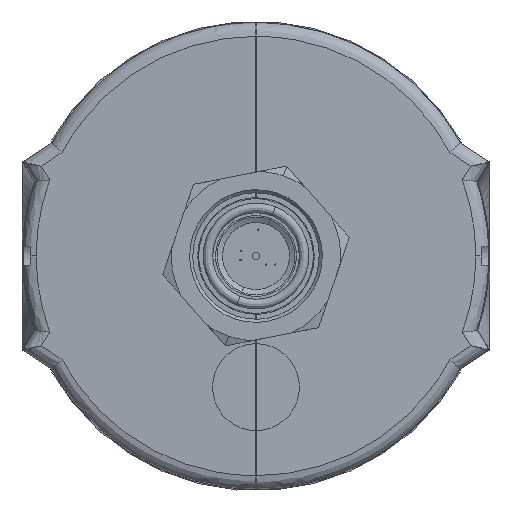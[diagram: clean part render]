
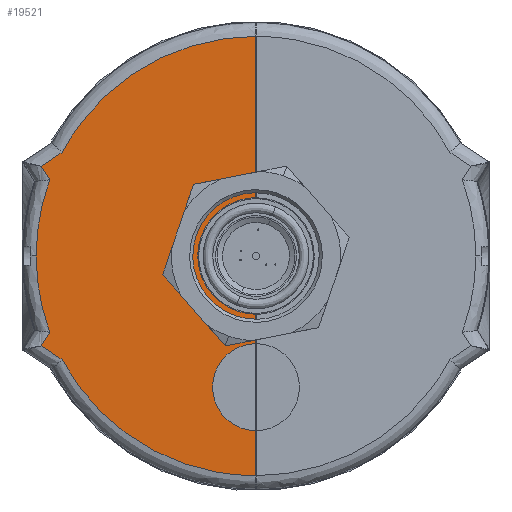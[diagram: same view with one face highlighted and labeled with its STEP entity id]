
A CAD part, front view. The second image highlights one B-rep face of the part: STEP entity #19521.
In plain terms, the highlighted planar face has unit normal (-0.018, -1, 0).
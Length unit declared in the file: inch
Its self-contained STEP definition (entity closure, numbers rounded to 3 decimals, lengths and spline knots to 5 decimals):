
#1901 = VERTEX_POINT ( 'NONE', #8067 ) ;
#1918 = VERTEX_POINT ( 'NONE', #8097 ) ;
#1958 = VERTEX_POINT ( 'NONE', #8170 ) ;
#1962 = VERTEX_POINT ( 'NONE', #8176 ) ;
#1968 = VERTEX_POINT ( 'NONE', #8186 ) ;
#1982 = VERTEX_POINT ( 'NONE', #8212 ) ;
#2078 = VERTEX_POINT ( 'NONE', #8248 ) ;
#2103 = VERTEX_POINT ( 'NONE', #8253 ) ;
#2124 = VERTEX_POINT ( 'NONE', #8266 ) ;
#2125 = VERTEX_POINT ( 'NONE', #8268 ) ;
#2182 = VERTEX_POINT ( 'NONE', #8300 ) ;
#4330 = LINE ( 'NONE', #6956, #4334 ) ;
#4334 = VECTOR ( 'NONE', #6961, 39.37008 ) ;
#4344 = LINE ( 'NONE', #7102, #4345 ) ;
#4345 = VECTOR ( 'NONE', #7103, 39.37008 ) ;
#4922 =( BOUNDED_CURVE ( )  B_SPLINE_CURVE ( 3, ( #5899, #5900, #5906, #5907 ),
 .UNSPECIFIED., .F., .F. ) 
 B_SPLINE_CURVE_WITH_KNOTS ( ( 4, 4 ),
 ( 0.49109, 1.57191 ),
 .UNSPECIFIED. ) 
 CURVE ( )  GEOMETRIC_REPRESENTATION_ITEM ( )  RATIONAL_B_SPLINE_CURVE ( ( 1., 0.905, 0.905, 1. ) ) 
 REPRESENTATION_ITEM ( '' )  );
#4945 =( BOUNDED_CURVE ( )  B_SPLINE_CURVE ( 3, ( #6982, #6981, #6987, #6988 ),
 .UNSPECIFIED., .F., .F. ) 
 B_SPLINE_CURVE_WITH_KNOTS ( ( 4, 4 ),
 ( 0., 0.35442 ),
 .UNSPECIFIED. ) 
 CURVE ( )  GEOMETRIC_REPRESENTATION_ITEM ( )  RATIONAL_B_SPLINE_CURVE ( ( 1., 0.99, 0.99, 1. ) ) 
 REPRESENTATION_ITEM ( '' )  );
#4951 =( BOUNDED_CURVE ( )  B_SPLINE_CURVE ( 3, ( #7424, #7434, #7439, #7440 ),
 .UNSPECIFIED., .F., .F. ) 
 B_SPLINE_CURVE_WITH_KNOTS ( ( 4, 4 ),
 ( 5.92876, 6.28319 ),
 .UNSPECIFIED. ) 
 CURVE ( )  GEOMETRIC_REPRESENTATION_ITEM ( )  RATIONAL_B_SPLINE_CURVE ( ( 1., 0.99, 0.99, 1. ) ) 
 REPRESENTATION_ITEM ( '' )  );
#4976 = B_SPLINE_CURVE_WITH_KNOTS ( 'NONE', 3,
 ( #6962, #6960, #6964, #6965 ),
 .UNSPECIFIED., .F., .F.,
 ( 4, 4 ),
 ( 0., 0.00409 ),
 .UNSPECIFIED. ) ;
#4990 =( BOUNDED_CURVE ( )  B_SPLINE_CURVE ( 3, ( #5877, #5878, #5883, #5884 ),
 .UNSPECIFIED., .F., .F. ) 
 B_SPLINE_CURVE_WITH_KNOTS ( ( 4, 4 ),
 ( 4.71239, 7.85398 ),
 .UNSPECIFIED. ) 
 CURVE ( )  GEOMETRIC_REPRESENTATION_ITEM ( )  RATIONAL_B_SPLINE_CURVE ( ( 1., 0.333, 0.333, 1. ) ) 
 REPRESENTATION_ITEM ( '' )  );
#5016 =( BOUNDED_CURVE ( )  B_SPLINE_CURVE ( 3, ( #6150, #6149, #6158, #6159 ),
 .UNSPECIFIED., .F., .T. ) 
 B_SPLINE_CURVE_WITH_KNOTS ( ( 4, 4 ),
 ( 4.71128, 5.7921 ),
 .UNSPECIFIED. ) 
 CURVE ( )  GEOMETRIC_REPRESENTATION_ITEM ( )  RATIONAL_B_SPLINE_CURVE ( ( 1., 0.905, 0.905, 1. ) ) 
 REPRESENTATION_ITEM ( '' )  );
#5027 = B_SPLINE_CURVE_WITH_KNOTS ( 'NONE', 3,
 ( #6167, #6166, #6186, #6187 ),
 .UNSPECIFIED., .F., .F.,
 ( 4, 4 ),
 ( 0., 0.00409 ),
 .UNSPECIFIED. ) ;
#5142 = B_SPLINE_CURVE_WITH_KNOTS ( 'NONE', 3,
 ( #7140, #7139, #7145, #7146 ),
 .UNSPECIFIED., .F., .F.,
 ( 4, 4 ),
 ( 0., 0.00262 ),
 .UNSPECIFIED. ) ;
#5148 = B_SPLINE_CURVE_WITH_KNOTS ( 'NONE', 3,
 ( #7132, #7131, #7137, #7138 ),
 .UNSPECIFIED., .F., .F.,
 ( 4, 4 ),
 ( 0., 0.00262 ),
 .UNSPECIFIED. ) ;
#5877 = CARTESIAN_POINT ( 'NONE',  ( 0., 1.19372, -0.375 ) ) ;
#5878 = CARTESIAN_POINT ( 'NONE',  ( -0.75, 1.20681, -0.375 ) ) ;
#5883 = CARTESIAN_POINT ( 'NONE',  ( -0.75, 1.20681, 0.375 ) ) ;
#5884 = CARTESIAN_POINT ( 'NONE',  ( 0., 1.19372, 0.375 ) ) ;
#5899 = CARTESIAN_POINT ( 'NONE',  ( -1.24935, 1.21552, -0.66729 ) ) ;
#5900 = CARTESIAN_POINT ( 'NONE',  ( -0.99645, 1.21111, -1.1402 ) ) ;
#5906 = CARTESIAN_POINT ( 'NONE',  ( -0.53628, 1.20308, -1.41559 ) ) ;
#5907 = CARTESIAN_POINT ( 'NONE',  ( 0., 1.19372, -1.415 ) ) ;
#6149 = CARTESIAN_POINT ( 'NONE',  ( -0.53628, 1.20308, 1.41559 ) ) ;
#6150 = CARTESIAN_POINT ( 'NONE',  ( 0., 1.19372, 1.415 ) ) ;
#6158 = CARTESIAN_POINT ( 'NONE',  ( -0.99645, 1.21111, 1.1402 ) ) ;
#6159 = CARTESIAN_POINT ( 'NONE',  ( -1.24935, 1.21552, 0.66729 ) ) ;
#6166 = CARTESIAN_POINT ( 'NONE',  ( -1.29409, 1.2163, 0.63768 ) ) ;
#6167 = CARTESIAN_POINT ( 'NONE',  ( -1.24935, 1.21552, 0.66729 ) ) ;
#6186 = CARTESIAN_POINT ( 'NONE',  ( -1.33883, 1.21709, 0.60808 ) ) ;
#6187 = CARTESIAN_POINT ( 'NONE',  ( -1.38358, 1.21787, 0.57847 ) ) ;
#6956 = CARTESIAN_POINT ( 'NONE',  ( 0., 1.19372, 1.505 ) ) ;
#6960 = CARTESIAN_POINT ( 'NONE',  ( -1.33883, 1.21709, -0.60808 ) ) ;
#6961 = DIRECTION ( 'NONE',  ( 0., 0., -1. ) ) ;
#6962 = CARTESIAN_POINT ( 'NONE',  ( -1.38358, 1.21787, -0.57847 ) ) ;
#6964 = CARTESIAN_POINT ( 'NONE',  ( -1.29409, 1.2163, -0.63768 ) ) ;
#6965 = CARTESIAN_POINT ( 'NONE',  ( -1.24935, 1.21552, -0.66729 ) ) ;
#6981 = CARTESIAN_POINT ( 'NONE',  ( -1.41657, 1.21844, -0.16805 ) ) ;
#6982 = CARTESIAN_POINT ( 'NONE',  ( -1.41657, 1.21844, 0. ) ) ;
#6987 = CARTESIAN_POINT ( 'NONE',  ( -1.38695, 1.21793, -0.33347 ) ) ;
#6988 = CARTESIAN_POINT ( 'NONE',  ( -1.32862, 1.21691, -0.49107 ) ) ;
#7102 = CARTESIAN_POINT ( 'NONE',  ( 0., 1.19372, 1.505 ) ) ;
#7103 = DIRECTION ( 'NONE',  ( 0., 0., -1. ) ) ;
#7131 = CARTESIAN_POINT ( 'NONE',  ( -1.36526, 1.21755, 0.54934 ) ) ;
#7132 = CARTESIAN_POINT ( 'NONE',  ( -1.38358, 1.21787, 0.57847 ) ) ;
#7137 = CARTESIAN_POINT ( 'NONE',  ( -1.34694, 1.21723, 0.52021 ) ) ;
#7138 = CARTESIAN_POINT ( 'NONE',  ( -1.32862, 1.21691, 0.49107 ) ) ;
#7139 = CARTESIAN_POINT ( 'NONE',  ( -1.34694, 1.21723, -0.52021 ) ) ;
#7140 = CARTESIAN_POINT ( 'NONE',  ( -1.32862, 1.21691, -0.49107 ) ) ;
#7145 = CARTESIAN_POINT ( 'NONE',  ( -1.36526, 1.21755, -0.54934 ) ) ;
#7146 = CARTESIAN_POINT ( 'NONE',  ( -1.38358, 1.21787, -0.57847 ) ) ;
#7424 = CARTESIAN_POINT ( 'NONE',  ( -1.32862, 1.21691, 0.49107 ) ) ;
#7434 = CARTESIAN_POINT ( 'NONE',  ( -1.38695, 1.21793, 0.33347 ) ) ;
#7439 = CARTESIAN_POINT ( 'NONE',  ( -1.41657, 1.21844, 0.16805 ) ) ;
#7440 = CARTESIAN_POINT ( 'NONE',  ( -1.41657, 1.21844, 0. ) ) ;
#8067 = CARTESIAN_POINT ( 'NONE',  ( -1.38358, 1.21787, -0.57847 ) ) ;
#8097 = CARTESIAN_POINT ( 'NONE',  ( -1.32862, 1.21691, -0.49107 ) ) ;
#8170 = CARTESIAN_POINT ( 'NONE',  ( -1.24935, 1.21552, 0.66729 ) ) ;
#8176 = CARTESIAN_POINT ( 'NONE',  ( -1.38358, 1.21787, 0.57847 ) ) ;
#8186 = CARTESIAN_POINT ( 'NONE',  ( 0., 1.19372, 1.415 ) ) ;
#8212 = CARTESIAN_POINT ( 'NONE',  ( 0., 1.19372, 0.375 ) ) ;
#8248 = CARTESIAN_POINT ( 'NONE',  ( 0., 1.19372, -0.375 ) ) ;
#8253 = CARTESIAN_POINT ( 'NONE',  ( -1.41657, 1.21844, 0. ) ) ;
#8266 = CARTESIAN_POINT ( 'NONE',  ( -1.24935, 1.21552, -0.66729 ) ) ;
#8268 = CARTESIAN_POINT ( 'NONE',  ( 0., 1.19372, -1.415 ) ) ;
#8300 = CARTESIAN_POINT ( 'NONE',  ( -1.32862, 1.21691, 0.49107 ) ) ;
#8505 = EDGE_LOOP ( 'NONE', ( #18637, #18638, #18639, #18640, #18641, #18642, #18643, #18664, #18663, #18662, #18661 ) ) ;
#15438 = CARTESIAN_POINT ( 'NONE',  ( 0., 1.19372, 1.505 ) ) ;
#15440 = PLANE ( 'NONE',  #20178 ) ;
#15443 = DIRECTION ( 'NONE',  ( -0.017, -1., 0. ) ) ;
#15444 = DIRECTION ( 'NONE',  ( -1., 0.017, 0. ) ) ;
#18637 = ORIENTED_EDGE ( 'NONE', *, *, #21087, .T. ) ;
#18638 = ORIENTED_EDGE ( 'NONE', *, *, #21303, .T. ) ;
#18639 = ORIENTED_EDGE ( 'NONE', *, *, #21086, .F. ) ;
#18640 = ORIENTED_EDGE ( 'NONE', *, *, #21286, .T. ) ;
#18641 = ORIENTED_EDGE ( 'NONE', *, *, #21107, .F. ) ;
#18642 = ORIENTED_EDGE ( 'NONE', *, *, #21361, .T. ) ;
#18643 = ORIENTED_EDGE ( 'NONE', *, *, #21366, .T. ) ;
#18661 = ORIENTED_EDGE ( 'NONE', *, *, #21116, .T. ) ;
#18662 = ORIENTED_EDGE ( 'NONE', *, *, #21093, .T. ) ;
#18663 = ORIENTED_EDGE ( 'NONE', *, *, #21173, .T. ) ;
#18664 = ORIENTED_EDGE ( 'NONE', *, *, #21114, .T. ) ;
#19409 = FACE_OUTER_BOUND ( 'NONE', #8505, .T. ) ;
#19521 = ADVANCED_FACE ( 'NONE', ( #19409 ), #15440, .T. ) ;
#20178 = AXIS2_PLACEMENT_3D ( 'NONE', #15438, #15443, #15444 ) ;
#21086 = EDGE_CURVE ( 'NONE', #2078, #2125, #4330, .T. ) ;
#21087 = EDGE_CURVE ( 'NONE', #1901, #2124, #4976, .T. ) ;
#21093 = EDGE_CURVE ( 'NONE', #2103, #1918, #4945, .T. ) ;
#21107 = EDGE_CURVE ( 'NONE', #1968, #1982, #4344, .T. ) ;
#21114 = EDGE_CURVE ( 'NONE', #1962, #2182, #5148, .T. ) ;
#21116 = EDGE_CURVE ( 'NONE', #1918, #1901, #5142, .T. ) ;
#21173 = EDGE_CURVE ( 'NONE', #2182, #2103, #4951, .T. ) ;
#21286 = EDGE_CURVE ( 'NONE', #2078, #1982, #4990, .T. ) ;
#21303 = EDGE_CURVE ( 'NONE', #2124, #2125, #4922, .T. ) ;
#21361 = EDGE_CURVE ( 'NONE', #1968, #1958, #5016, .T. ) ;
#21366 = EDGE_CURVE ( 'NONE', #1958, #1962, #5027, .T. ) ;
